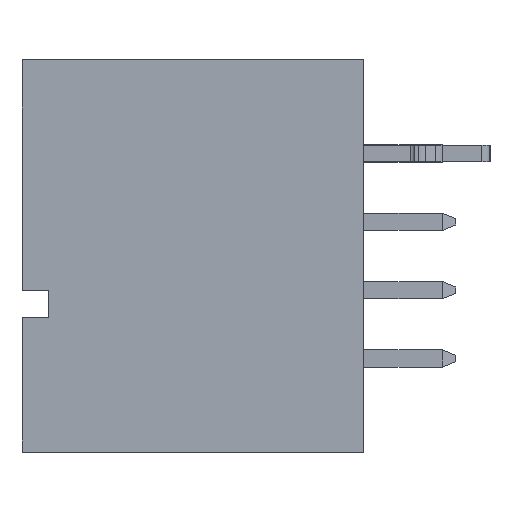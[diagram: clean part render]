
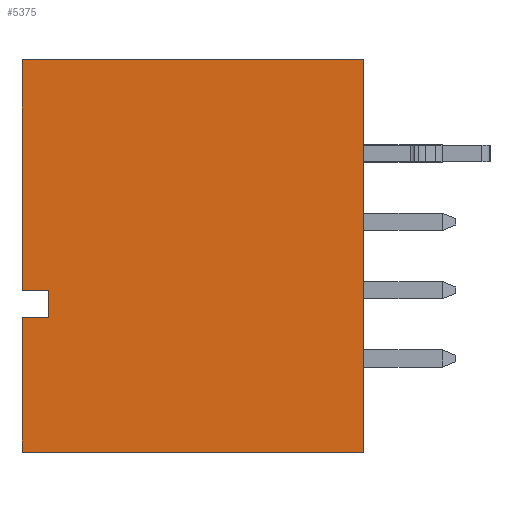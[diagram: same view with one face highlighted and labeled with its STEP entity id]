
A CAD part, left-side view. The second image highlights one B-rep face of the part: STEP entity #5375.
In plain terms, the highlighted planar face has unit normal (-1, 0, 0).
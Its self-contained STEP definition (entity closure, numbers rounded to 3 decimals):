
#1061=CARTESIAN_POINT('',(7.615,-4.445,-7.29));
#1062=VERTEX_POINT('',#1061);
#1063=CARTESIAN_POINT('',(7.615,8.255,-7.29));
#1064=VERTEX_POINT('',#1063);
#1065=CARTESIAN_POINT('',(7.615,-4.445,-7.29));
#1066=DIRECTION('',(0.,1.,0.));
#1067=VECTOR('',#1066,12.7);
#1068=LINE('',#1065,#1067);
#1069=EDGE_CURVE('',#1062,#1064,#1068,.T.);
#1143=CARTESIAN_POINT('',(7.615,8.255,-2.275));
#1144=VERTEX_POINT('',#1143);
#1145=CARTESIAN_POINT('',(7.615,8.255,-7.29));
#1146=DIRECTION('',(0.,0.,1.));
#1147=VECTOR('',#1146,5.015);
#1148=LINE('',#1145,#1147);
#1149=EDGE_CURVE('',#1064,#1144,#1148,.T.);
#2790=CARTESIAN_POINT('',(7.615,8.255,-1.275));
#2791=VERTEX_POINT('',#2790);
#2798=CARTESIAN_POINT('',(7.615,8.255,7.29));
#2799=VERTEX_POINT('',#2798);
#2800=CARTESIAN_POINT('',(7.615,8.255,-1.275));
#2801=DIRECTION('',(0.,0.,1.));
#2802=VECTOR('',#2801,8.565);
#2803=LINE('',#2800,#2802);
#2804=EDGE_CURVE('',#2791,#2799,#2803,.T.);
#2933=CARTESIAN_POINT('',(7.615,-4.445,7.29));
#2934=VERTEX_POINT('',#2933);
#2935=CARTESIAN_POINT('',(7.615,8.255,7.29));
#2936=DIRECTION('',(0.,-1.,0.));
#2937=VECTOR('',#2936,12.7);
#2938=LINE('',#2935,#2937);
#2939=EDGE_CURVE('',#2799,#2934,#2938,.T.);
#5336=CARTESIAN_POINT('',(7.615,8.255,-7.29));
#5337=DIRECTION('',(0.,-1.,0.));
#5338=DIRECTION('',(-1.,0.,0.));
#5339=AXIS2_PLACEMENT_3D('',#5336,#5338,#5337);
#5340=PLANE('',#5339);
#5341=CARTESIAN_POINT('',(7.615,7.255,-2.275));
#5342=VERTEX_POINT('',#5341);
#5343=CARTESIAN_POINT('',(7.615,7.255,-2.275));
#5344=DIRECTION('',(0.,1.,0.));
#5345=VECTOR('',#5344,1.);
#5346=LINE('',#5343,#5345);
#5347=EDGE_CURVE('',#5342,#1144,#5346,.T.);
#5348=ORIENTED_EDGE('',*,*,#5347,.T.);
#5349=ORIENTED_EDGE('',*,*,#1149,.F.);
#5350=ORIENTED_EDGE('',*,*,#1069,.F.);
#5351=CARTESIAN_POINT('',(7.615,-4.445,7.29));
#5352=DIRECTION('',(0.,0.,-1.));
#5353=VECTOR('',#5352,14.58);
#5354=LINE('',#5351,#5353);
#5355=EDGE_CURVE('',#2934,#1062,#5354,.T.);
#5356=ORIENTED_EDGE('',*,*,#5355,.F.);
#5357=ORIENTED_EDGE('',*,*,#2939,.F.);
#5358=ORIENTED_EDGE('',*,*,#2804,.F.);
#5359=CARTESIAN_POINT('',(7.615,7.255,-1.275));
#5360=VERTEX_POINT('',#5359);
#5361=CARTESIAN_POINT('',(7.615,8.255,-1.275));
#5362=DIRECTION('',(0.,-1.,0.));
#5363=VECTOR('',#5362,1.);
#5364=LINE('',#5361,#5363);
#5365=EDGE_CURVE('',#2791,#5360,#5364,.T.);
#5366=ORIENTED_EDGE('',*,*,#5365,.T.);
#5367=CARTESIAN_POINT('',(7.615,7.255,-1.275));
#5368=DIRECTION('',(0.,0.,-1.));
#5369=VECTOR('',#5368,1.);
#5370=LINE('',#5367,#5369);
#5371=EDGE_CURVE('',#5360,#5342,#5370,.T.);
#5372=ORIENTED_EDGE('',*,*,#5371,.T.);
#5373=EDGE_LOOP('',(#5348,#5349,#5350,#5356,#5357,#5358,#5366,#5372));
#5374=FACE_OUTER_BOUND('',#5373,.T.);
#5375=ADVANCED_FACE('',(#5374),#5340,.T.);
